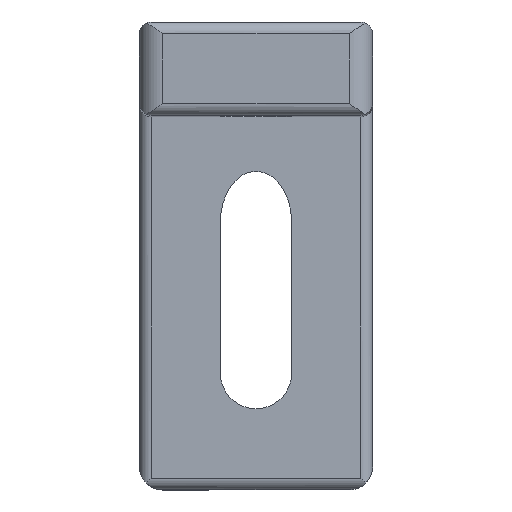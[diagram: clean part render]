
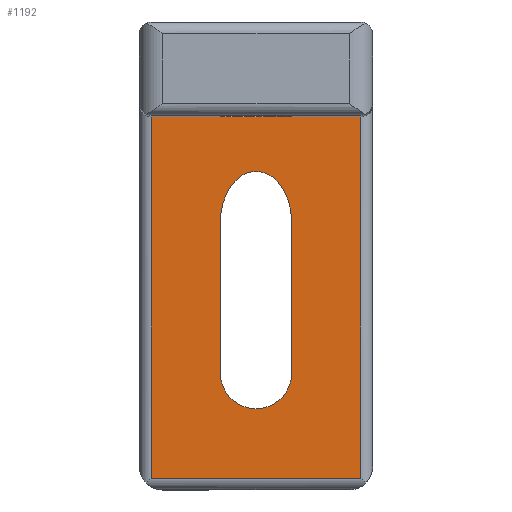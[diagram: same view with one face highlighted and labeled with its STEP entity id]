
A CAD part, top view. The second image highlights one B-rep face of the part: STEP entity #1192.
In plain terms, the highlighted planar face has unit normal (0, 0, 1).
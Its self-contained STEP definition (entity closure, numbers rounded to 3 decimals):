
#24 = CARTESIAN_POINT ( 'NONE',  ( 3.05, -17., 8. ) ) ;
#25 = VECTOR ( 'NONE', #489, 1000. ) ;
#30 = EDGE_CURVE ( 'NONE', #508, #252, #604, .T. ) ;
#34 = DIRECTION ( 'NONE',  ( 0., 1., 0. ) ) ;
#84 = CARTESIAN_POINT ( 'NONE',  ( 3.05, -24., 8. ) ) ;
#102 = LINE ( 'NONE', #84, #1178 ) ;
#112 = CARTESIAN_POINT ( 'NONE',  ( -3.05, -17., 8. ) ) ;
#134 = EDGE_CURVE ( 'NONE', #415, #720, #618, .T. ) ;
#139 = CARTESIAN_POINT ( 'NONE',  ( -9., -8., 8. ) ) ;
#173 = VERTEX_POINT ( 'NONE', #390 ) ;
#178 = EDGE_CURVE ( 'NONE', #1260, #1106, #1191, .T. ) ;
#230 = PLANE ( 'NONE',  #708 ) ;
#252 = VERTEX_POINT ( 'NONE', #610 ) ;
#283 = DIRECTION ( 'NONE',  ( 0., 0., -1. ) ) ;
#287 = CARTESIAN_POINT ( 'NONE',  ( -3.05, -24., 8. ) ) ;
#390 = CARTESIAN_POINT ( 'NONE',  ( 9., -8., 8. ) ) ;
#403 = EDGE_CURVE ( 'NONE', #720, #970, #589, .T. ) ;
#413 = CARTESIAN_POINT ( 'NONE',  ( -9., -39., 8. ) ) ;
#415 = VERTEX_POINT ( 'NONE', #139 ) ;
#424 = LINE ( 'NONE', #287, #25 ) ;
#482 = ORIENTED_EDGE ( 'NONE', *, *, #903, .T. ) ;
#484 = CARTESIAN_POINT ( 'NONE',  ( -9., -24., 8. ) ) ;
#489 = DIRECTION ( 'NONE',  ( 0., 1., 0. ) ) ;
#508 = VERTEX_POINT ( 'NONE', #658 ) ;
#533 = CARTESIAN_POINT ( 'NONE',  ( -3.05, -17., 8. ) ) ;
#555 = ORIENTED_EDGE ( 'NONE', *, *, #178, .T. ) ;
#558 = CARTESIAN_POINT ( 'NONE',  ( 0., -30., 8. ) ) ;
#559 = EDGE_CURVE ( 'NONE', #415, #173, #1102, .T. ) ;
#569 = CARTESIAN_POINT ( 'NONE',  ( 0., -8., 8. ) ) ;
#574 = VECTOR ( 'NONE', #655, 1000. ) ;
#589 = LINE ( 'NONE', #836, #574 ) ;
#604 = CIRCLE ( 'NONE', #1223, 3.05 ) ;
#610 = CARTESIAN_POINT ( 'NONE',  ( -3.05, -30., 8. ) ) ;
#618 = LINE ( 'NONE', #484, #969 ) ;
#624 = ORIENTED_EDGE ( 'NONE', *, *, #799, .T. ) ;
#639 = ORIENTED_EDGE ( 'NONE', *, *, #134, .T. ) ;
#652 = ORIENTED_EDGE ( 'NONE', *, *, #403, .T. ) ;
#655 = DIRECTION ( 'NONE',  ( 1., 0., 0. ) ) ;
#658 = CARTESIAN_POINT ( 'NONE',  ( 3.05, -30., 8. ) ) ;
#676 = CARTESIAN_POINT ( 'NONE',  ( 9., -39., 8. ) ) ;
#689 = DIRECTION ( 'NONE',  ( -1., 0., 0. ) ) ;
#708 = AXIS2_PLACEMENT_3D ( 'NONE', #1027, #1017, #1231 ) ;
#720 = VERTEX_POINT ( 'NONE', #413 ) ;
#766 = ORIENTED_EDGE ( 'NONE', *, *, #559, .F. ) ;
#775 = DIRECTION ( 'NONE',  ( 0., -1., 0. ) ) ;
#784 = LINE ( 'NONE', #849, #1161 ) ;
#799 = EDGE_CURVE ( 'NONE', #970, #173, #784, .T. ) ;
#807 = ORIENTED_EDGE ( 'NONE', *, *, #30, .T. ) ;
#820 = EDGE_LOOP ( 'NONE', ( #639, #652, #624, #766 ) ) ;
#836 = CARTESIAN_POINT ( 'NONE',  ( 0., -39., 8. ) ) ;
#849 = CARTESIAN_POINT ( 'NONE',  ( 9., -24., 8. ) ) ;
#870 = DIRECTION ( 'NONE',  ( 1., 0., 0. ) ) ;
#897 = EDGE_LOOP ( 'NONE', ( #807, #1200, #555, #482 ) ) ;
#903 = EDGE_CURVE ( 'NONE', #1106, #508, #102, .T. ) ;
#911 = FACE_BOUND ( 'NONE', #897, .T. ) ;
#929 = FACE_OUTER_BOUND ( 'NONE', #820, .T. ) ;
#964 = DIRECTION ( 'NONE',  ( 0., -1., 0. ) ) ;
#969 = VECTOR ( 'NONE', #775, 1000. ) ;
#970 = VERTEX_POINT ( 'NONE', #676 ) ;
#1009 = EDGE_CURVE ( 'NONE', #252, #1260, #424, .T. ) ;
#1017 = DIRECTION ( 'NONE',  ( 0., 0., 1. ) ) ;
#1027 = CARTESIAN_POINT ( 'NONE',  ( 0., -24., 8. ) ) ;
#1093 = CARTESIAN_POINT ( 'NONE',  ( -3.05, -8.373, 8. ) ) ;
#1097 = CARTESIAN_POINT ( 'NONE',  ( 3.05, -8.373, 8. ) ) ;
#1102 = LINE ( 'NONE', #569, #1297 ) ;
#1106 = VERTEX_POINT ( 'NONE', #24 ) ;
#1108 = CARTESIAN_POINT ( 'NONE',  ( 3.05, -17., 8. ) ) ;
#1161 = VECTOR ( 'NONE', #34, 1000. ) ;
#1178 = VECTOR ( 'NONE', #964, 1000. ) ;
#1191 =( BOUNDED_CURVE ( )  B_SPLINE_CURVE ( 3, ( #112, #1093, #1097, #1108 ),
 .UNSPECIFIED., .F., .F. ) 
 B_SPLINE_CURVE_WITH_KNOTS ( ( 4, 4 ),
 ( 1.571, 4.712 ),
 .UNSPECIFIED. ) 
 CURVE ( )  GEOMETRIC_REPRESENTATION_ITEM ( )  RATIONAL_B_SPLINE_CURVE ( ( 1., 0.333, 0.333, 1. ) ) 
 REPRESENTATION_ITEM ( '' )  );
#1192 = ADVANCED_FACE ( 'NONE', ( #911, #929 ), #230, .T. ) ;
#1200 = ORIENTED_EDGE ( 'NONE', *, *, #1009, .T. ) ;
#1223 = AXIS2_PLACEMENT_3D ( 'NONE', #558, #283, #689 ) ;
#1231 = DIRECTION ( 'NONE',  ( 1., 0., 0. ) ) ;
#1260 = VERTEX_POINT ( 'NONE', #533 ) ;
#1297 = VECTOR ( 'NONE', #870, 1000. ) ;
